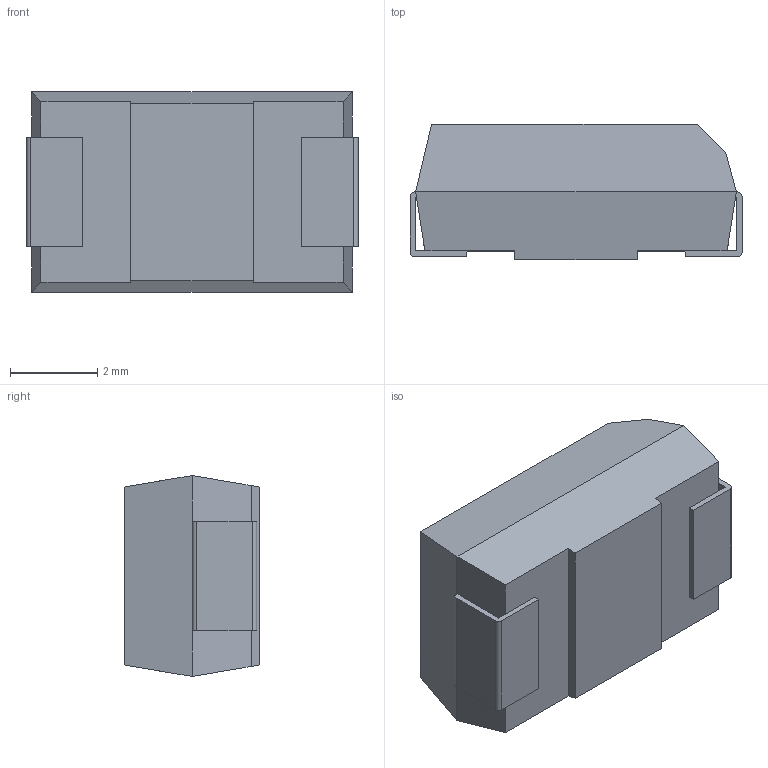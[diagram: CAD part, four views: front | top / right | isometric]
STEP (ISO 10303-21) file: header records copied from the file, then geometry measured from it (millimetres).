
FILE_DESCRIPTION (( 'STEP AP214' ), '1' );
FILE_NAME ('CTSM_TCM2NKKO_7343_L7.6W4.6H3.1T0.13S1.3F2.5A3.6B0.65P0.9R1X0.2.STEP', '2020-03-12T17:30:08', ( '' ), ( '' ), 'SwSTEP 2.0', 'SolidWorks 2014', '' );
FILE_SCHEMA (( 'AUTOMOTIVE_DESIGN' ));
Length unit declared in the file: millimetre
Products named in the file (1): CTSM_TCM2NKKO_7343_L7.6W4.6H3.1T0.13S1.3F2.5A3.6B0.65P0.9R1X0.2
Bounding box: 7.6 x 3.1 x 4.6 mm (x, y, z)
Volume: 92.2 mm3; surface area: 142.2 mm2
Topology: 4 solids, 4 shells, 100 faces, 280 edges, 182 vertices
Faces by surface type: plane 95, cylinder 5
Entity records: 3688 total; most frequent: CARTESIAN_POINT 563, ORIENTED_EDGE 560, DIRECTION 492, EDGE_CURVE 280, VECTOR 270, LINE 270, VERTEX_POINT 182, AXIS2_PLACEMENT_3D 111
